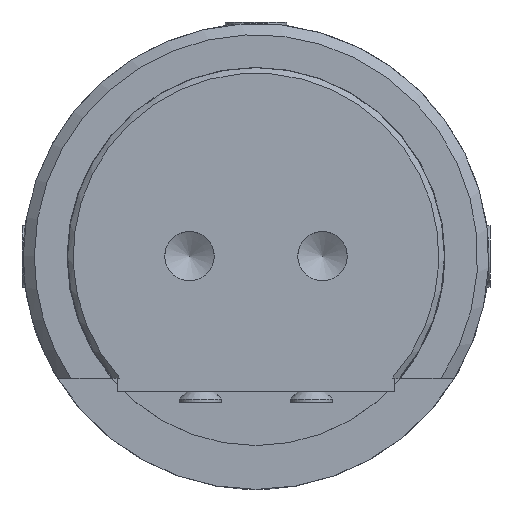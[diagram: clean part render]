
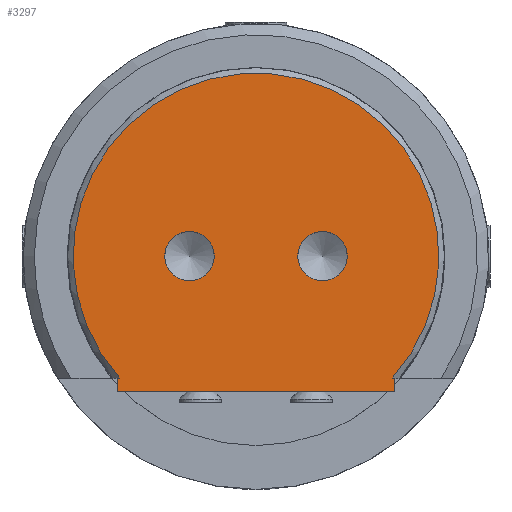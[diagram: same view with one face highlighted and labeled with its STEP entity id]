
A CAD part, top view. The second image highlights one B-rep face of the part: STEP entity #3297.
In plain terms, the highlighted planar face has unit normal (0, 0, 1).
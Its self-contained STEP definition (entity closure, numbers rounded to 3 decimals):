
#176=LINE('',#5860,#404);
#177=LINE('',#5862,#405);
#178=LINE('',#5864,#406);
#179=LINE('',#5866,#407);
#180=LINE('',#5867,#408);
#404=VECTOR('',#4117,10.);
#405=VECTOR('',#4118,10.);
#406=VECTOR('',#4119,10.);
#407=VECTOR('',#4120,10.);
#408=VECTOR('',#4121,10.);
#649=PLANE('',#3567);
#775=FACE_BOUND('',#1169,.T.);
#776=FACE_BOUND('',#1170,.T.);
#911=FACE_OUTER_BOUND('',#1168,.T.);
#1168=EDGE_LOOP('',(#2491,#2492,#2493,#2494,#2495,#2496));
#1169=EDGE_LOOP('',(#2497));
#1170=EDGE_LOOP('',(#2498));
#1366=CIRCLE('',#3560,2.23);
#1368=CIRCLE('',#3564,2.23);
#1370=CIRCLE('',#3568,16.5);
#1557=VERTEX_POINT('',#5844);
#1559=VERTEX_POINT('',#5850);
#1561=VERTEX_POINT('',#5856);
#1562=VERTEX_POINT('',#5857);
#1563=VERTEX_POINT('',#5859);
#1564=VERTEX_POINT('',#5861);
#1565=VERTEX_POINT('',#5863);
#1566=VERTEX_POINT('',#5865);
#1902=EDGE_CURVE('',#1557,#1557,#1366,.T.);
#1904=EDGE_CURVE('',#1559,#1559,#1368,.T.);
#1906=EDGE_CURVE('',#1561,#1562,#1370,.T.);
#1907=EDGE_CURVE('',#1561,#1563,#176,.T.);
#1908=EDGE_CURVE('',#1564,#1563,#177,.T.);
#1909=EDGE_CURVE('',#1565,#1564,#178,.T.);
#1910=EDGE_CURVE('',#1565,#1566,#179,.T.);
#1911=EDGE_CURVE('',#1566,#1562,#180,.T.);
#2491=ORIENTED_EDGE('',*,*,#1906,.F.);
#2492=ORIENTED_EDGE('',*,*,#1907,.T.);
#2493=ORIENTED_EDGE('',*,*,#1908,.F.);
#2494=ORIENTED_EDGE('',*,*,#1909,.F.);
#2495=ORIENTED_EDGE('',*,*,#1910,.T.);
#2496=ORIENTED_EDGE('',*,*,#1911,.T.);
#2497=ORIENTED_EDGE('',*,*,#1902,.T.);
#2498=ORIENTED_EDGE('',*,*,#1904,.T.);
#3297=ADVANCED_FACE('',(#911,#775,#776),#649,.T.);
#3560=AXIS2_PLACEMENT_3D('',#5845,#4099,#4100);
#3564=AXIS2_PLACEMENT_3D('',#5851,#4107,#4108);
#3567=AXIS2_PLACEMENT_3D('',#5855,#4113,#4114);
#3568=AXIS2_PLACEMENT_3D('',#5858,#4115,#4116);
#4099=DIRECTION('center_axis',(0.,0.,
-1.));
#4100=DIRECTION('ref_axis',(-1.,0.,0.));
#4107=DIRECTION('center_axis',(0.,0.,
-1.));
#4108=DIRECTION('ref_axis',(-1.,0.,0.));
#4113=DIRECTION('center_axis',(0.,0.,
1.));
#4114=DIRECTION('ref_axis',(-1.,0.,0.));
#4115=DIRECTION('center_axis',(0.,0.,
-1.));
#4116=DIRECTION('ref_axis',(-1.,0.,0.));
#4117=DIRECTION('',(-1.,0.,0.));
#4118=DIRECTION('',(0.,1.,0.));
#4119=DIRECTION('',(-1.,0.,0.));
#4120=DIRECTION('',(0.,1.,0.));
#4121=DIRECTION('',(-1.,0.,0.));
#5844=CARTESIAN_POINT('',(-8.23,0.,17.));
#5845=CARTESIAN_POINT('Origin',(-6.,0.,17.));
#5850=CARTESIAN_POINT('',(3.77,0.,17.));
#5851=CARTESIAN_POINT('Origin',(6.,0.,17.));
#5855=CARTESIAN_POINT('Origin',(0.,0.,
17.));
#5856=CARTESIAN_POINT('',(-12.298,-11.,17.));
#5857=CARTESIAN_POINT('',(12.298,-11.,17.));
#5858=CARTESIAN_POINT('Origin',(0.,0.,
17.));
#5859=CARTESIAN_POINT('',(-12.5,-11.,17.));
#5860=CARTESIAN_POINT('',(12.5,-11.,17.));
#5861=CARTESIAN_POINT('',(-12.5,-12.25,17.));
#5862=CARTESIAN_POINT('',(-12.5,-12.25,17.));
#5863=CARTESIAN_POINT('',(12.5,-12.25,17.));
#5864=CARTESIAN_POINT('',(12.5,-12.25,17.));
#5865=CARTESIAN_POINT('',(12.5,-11.,17.));
#5866=CARTESIAN_POINT('',(12.5,-12.25,17.));
#5867=CARTESIAN_POINT('',(12.5,-11.,17.));
